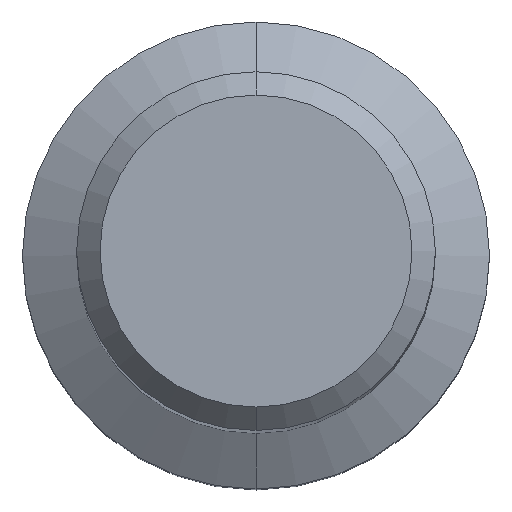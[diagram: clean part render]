
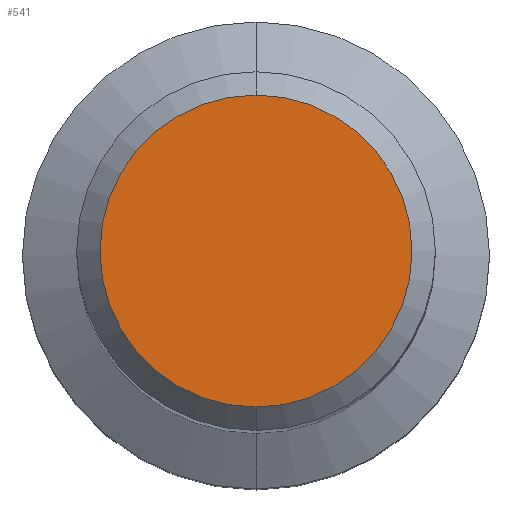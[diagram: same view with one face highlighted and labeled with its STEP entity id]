
A CAD part, top view. The second image highlights one B-rep face of the part: STEP entity #541.
In plain terms, the highlighted planar face has unit normal (0, 0, 1).
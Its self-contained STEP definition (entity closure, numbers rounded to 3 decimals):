
#397=EDGE_CURVE('',#465,#497,#805,.T.);
#465=VERTEX_POINT('',#880);
#497=VERTEX_POINT('',#917);
#519=EDGE_CURVE('',#497,#465,#940,.T.);
#541=ADVANCED_FACE('',(#965),#966,.T.);
#805=CIRCLE('',#1387,5.302);
#880=CARTESIAN_POINT('',(0.0,5.302,0.0));
#917=CARTESIAN_POINT('',(0.,-5.302,0.0));
#940=CIRCLE('',#1678,5.302);
#965=FACE_OUTER_BOUND('',#1759,.T.);
#966=PLANE('',#1760);
#1387=AXIS2_PLACEMENT_3D('',#2064,#2065,#2066);
#1678=AXIS2_PLACEMENT_3D('',#2246,#2247,#2248);
#1759=EDGE_LOOP('',(#2271,#2272));
#1760=AXIS2_PLACEMENT_3D('',#2273,#2274,#2275);
#2064=CARTESIAN_POINT('',(0.0,0.0,0.0));
#2065=DIRECTION('',(0.0,0.0,-1.0));
#2066=DIRECTION('',(0.0,1.0,0.0));
#2246=CARTESIAN_POINT('',(0.0,0.0,0.0));
#2247=DIRECTION('',(0.0,0.0,-1.0));
#2248=DIRECTION('',(0.0,1.0,0.0));
#2271=ORIENTED_EDGE('',*,*,#397,.F.);
#2272=ORIENTED_EDGE('',*,*,#519,.F.);
#2273=CARTESIAN_POINT('',(0.0,2.651,0.0));
#2274=DIRECTION('',(-0.0,0.0,1.0));
#2275=DIRECTION('',(0.0,-1.0,0.0));
